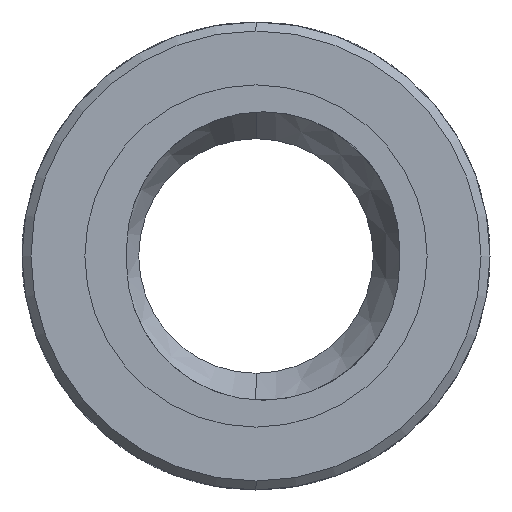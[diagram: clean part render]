
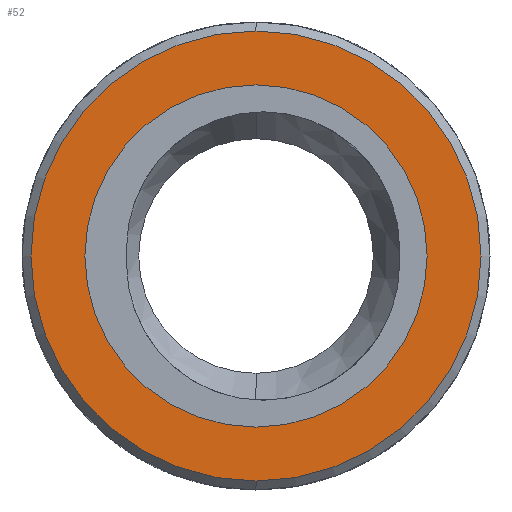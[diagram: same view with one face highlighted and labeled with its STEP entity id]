
A CAD part, left-side view. The second image highlights one B-rep face of the part: STEP entity #52.
In plain terms, the highlighted planar face has unit normal (-1, 0, 0).
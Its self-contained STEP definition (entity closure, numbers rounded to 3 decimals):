
#52 = ADVANCED_FACE ( 'NONE', ( #4203, #3717 ), #3549, .F. ) ;
#250 = DIRECTION ( 'NONE',  ( 0., 0., 1. ) ) ;
#631 = ORIENTED_EDGE ( 'NONE', *, *, #710, .T. ) ;
#660 = VERTEX_POINT ( 'NONE', #3831 ) ;
#662 = AXIS2_PLACEMENT_3D ( 'NONE', #3632, #3308, #2219 ) ;
#708 = CARTESIAN_POINT ( 'NONE',  ( -20., 0., 0. ) ) ;
#710 = EDGE_CURVE ( 'NONE', #3184, #1288, #719, .T. ) ;
#719 = CIRCLE ( 'NONE', #662, 20.05 ) ;
#725 = ORIENTED_EDGE ( 'NONE', *, *, #3359, .F. ) ;
#761 = DIRECTION ( 'NONE',  ( 0., 0., -1. ) ) ;
#953 = ORIENTED_EDGE ( 'NONE', *, *, #2042, .T. ) ;
#1052 = DIRECTION ( 'NONE',  ( 0., 0., 1. ) ) ;
#1288 = VERTEX_POINT ( 'NONE', #3688 ) ;
#1454 = DIRECTION ( 'NONE',  ( 1., 0., 0. ) ) ;
#1972 = DIRECTION ( 'NONE',  ( -1., 0., 0. ) ) ;
#2007 = CARTESIAN_POINT ( 'NONE',  ( -20., 0., -20.05 ) ) ;
#2042 = EDGE_CURVE ( 'NONE', #1288, #3184, #2386, .T. ) ;
#2065 = VERTEX_POINT ( 'NONE', #2671 ) ;
#2219 = DIRECTION ( 'NONE',  ( 0., 0., 1. ) ) ;
#2228 = AXIS2_PLACEMENT_3D ( 'NONE', #708, #3154, #1052 ) ;
#2323 = CARTESIAN_POINT ( 'NONE',  ( -20., 0., 0. ) ) ;
#2328 = DIRECTION ( 'NONE',  ( -1., 0., 0. ) ) ;
#2386 = CIRCLE ( 'NONE', #3066, 20.05 ) ;
#2629 = ORIENTED_EDGE ( 'NONE', *, *, #4243, .F. ) ;
#2671 = CARTESIAN_POINT ( 'NONE',  ( -20., 0., 15.25 ) ) ;
#2851 = CARTESIAN_POINT ( 'NONE',  ( -20., 15.25, 0. ) ) ;
#2857 = CIRCLE ( 'NONE', #3575, 15.25 ) ;
#3005 = DIRECTION ( 'NONE',  ( 0., 0., 1. ) ) ;
#3066 = AXIS2_PLACEMENT_3D ( 'NONE', #2323, #1972, #250 ) ;
#3154 = DIRECTION ( 'NONE',  ( -1., 0., 0. ) ) ;
#3184 = VERTEX_POINT ( 'NONE', #2007 ) ;
#3301 = CIRCLE ( 'NONE', #2228, 15.25 ) ;
#3308 = DIRECTION ( 'NONE',  ( -1., 0., 0. ) ) ;
#3359 = EDGE_CURVE ( 'NONE', #2065, #660, #2857, .T. ) ;
#3549 = PLANE ( 'NONE',  #4337 ) ;
#3575 = AXIS2_PLACEMENT_3D ( 'NONE', #4057, #2328, #3005 ) ;
#3632 = CARTESIAN_POINT ( 'NONE',  ( -20., 0., 0. ) ) ;
#3688 = CARTESIAN_POINT ( 'NONE',  ( -20., 0., 20.05 ) ) ;
#3717 = FACE_OUTER_BOUND ( 'NONE', #3855, .T. ) ;
#3831 = CARTESIAN_POINT ( 'NONE',  ( -20., 0., -15.25 ) ) ;
#3855 = EDGE_LOOP ( 'NONE', ( #631, #953 ) ) ;
#4057 = CARTESIAN_POINT ( 'NONE',  ( -20., 0., 0. ) ) ;
#4203 = FACE_BOUND ( 'NONE', #4482, .T. ) ;
#4243 = EDGE_CURVE ( 'NONE', #660, #2065, #3301, .T. ) ;
#4337 = AXIS2_PLACEMENT_3D ( 'NONE', #2851, #1454, #761 ) ;
#4482 = EDGE_LOOP ( 'NONE', ( #725, #2629 ) ) ;
